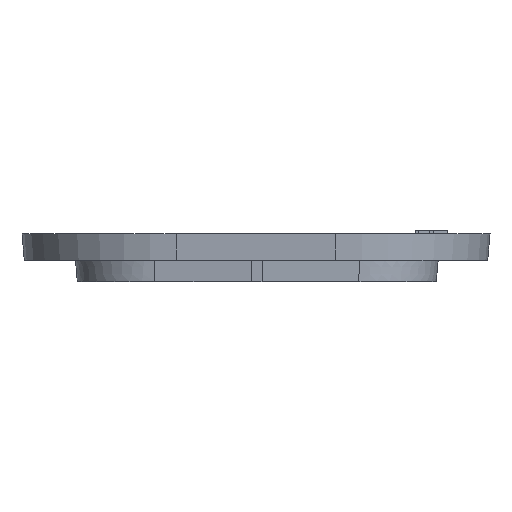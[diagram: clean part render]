
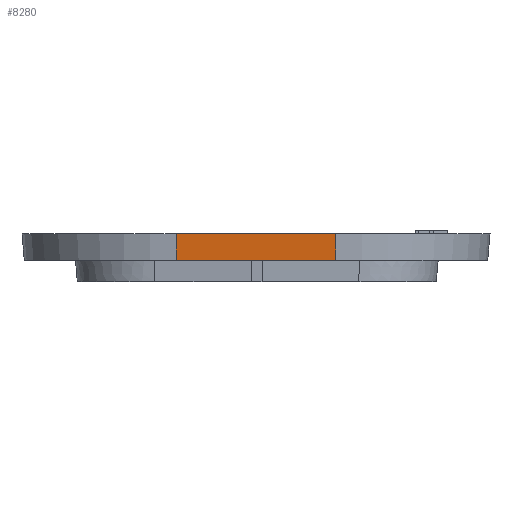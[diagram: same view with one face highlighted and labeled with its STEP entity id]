
A CAD part, left-side view. The second image highlights one B-rep face of the part: STEP entity #8280.
In plain terms, the highlighted planar face has unit normal (-0.996, 0, -0.087).
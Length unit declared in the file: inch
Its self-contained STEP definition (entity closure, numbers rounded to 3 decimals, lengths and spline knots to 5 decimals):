
#429=PLANE($,#8719);
#832=FACE_OUTER_BOUND($,#1256,.T.);
#1256=EDGE_LOOP($,(#7771,#7772,#7773,#7774));
#1286=LINE($,#10787,#2423);
#2377=LINE($,#13011,#3514);
#2381=LINE($,#13024,#3518);
#2382=LINE($,#13025,#3519);
#2423=VECTOR($,#8774,0.29921);
#3514=VECTOR($,#10667,0.05019);
#3518=VECTOR($,#10683,0.29921);
#3519=VECTOR($,#10684,0.05019);
#3597=VERTEX_POINT($,#10785);
#3598=VERTEX_POINT($,#10786);
#4330=VERTEX_POINT($,#13009);
#4333=VERTEX_POINT($,#13023);
#4381=EDGE_CURVE($,#3597,#3598,#1286,.T.);
#5486=EDGE_CURVE($,#3597,#4330,#2377,.T.);
#5492=EDGE_CURVE($,#4333,#4330,#2381,.T.);
#5493=EDGE_CURVE($,#3598,#4333,#2382,.T.);
#7771=ORIENTED_EDGE($,*,*,#4381,.F.);
#7772=ORIENTED_EDGE($,*,*,#5486,.T.);
#7773=ORIENTED_EDGE($,*,*,#5492,.F.);
#7774=ORIENTED_EDGE($,*,*,#5493,.F.);
#8280=ADVANCED_FACE($,(#832),#429,.F.);
#8719=AXIS2_PLACEMENT_3D($,#13022,#10681,#10682);
#8774=DIRECTION($,(0.,-1.,0.));
#10667=DIRECTION($,(0.087,0.,-0.996));
#10681=DIRECTION('center_axis',(0.996,0.,0.087));
#10682=DIRECTION('ref_axis',(0.087,0.,-0.996));
#10683=DIRECTION($,(0.,1.,0.));
#10684=DIRECTION($,(0.087,0.,-0.996));
#10785=CARTESIAN_POINT('',(-1.09338,0.1511,-1.715));
#10786=CARTESIAN_POINT('',(-1.09338,-0.1481,-1.715));
#10787=CARTESIAN_POINT($,(-1.09338,0.1511,-1.715));
#13009=CARTESIAN_POINT('',(-1.089,0.1511,-1.765));
#13011=CARTESIAN_POINT($,(-1.09338,0.1511,-1.715));
#13022=CARTESIAN_POINT('Origin',(-1.08851,0.0015,-1.77063));
#13023=CARTESIAN_POINT('',(-1.089,-0.1481,-1.765));
#13024=CARTESIAN_POINT($,(-1.089,-0.1481,-1.765));
#13025=CARTESIAN_POINT($,(-1.09338,-0.1481,-1.715));
